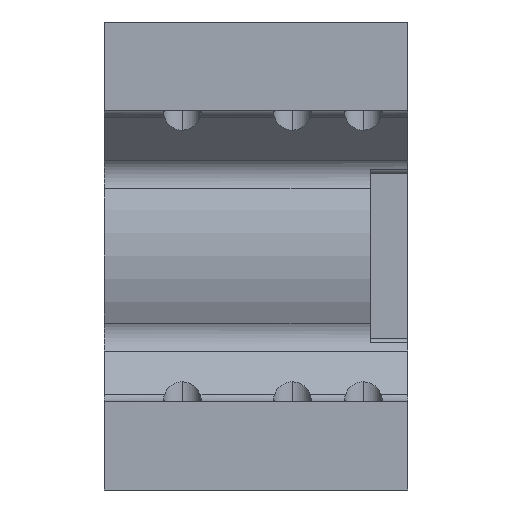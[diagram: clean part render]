
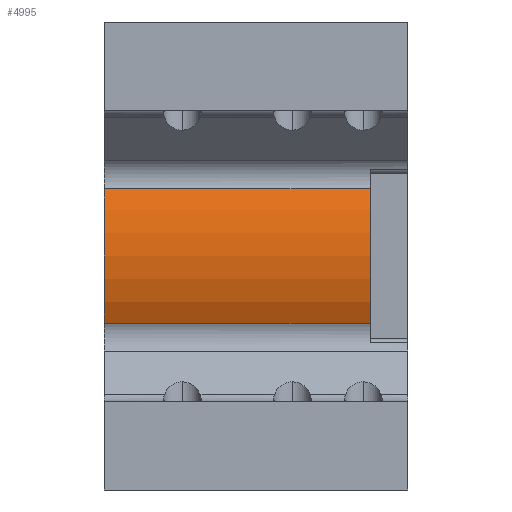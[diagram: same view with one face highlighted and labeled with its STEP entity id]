
A CAD part, left-side view. The second image highlights one B-rep face of the part: STEP entity #4995.
In plain terms, the highlighted cylindrical face has radius 10.739 mm (diameter 21.479 mm), a partial arc.
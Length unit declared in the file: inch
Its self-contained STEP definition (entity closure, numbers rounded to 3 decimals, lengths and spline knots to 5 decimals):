
#192 = CARTESIAN_POINT ( 'NONE',  ( 0., 0.10538, 0. ) ) ;
#340 = ORIENTED_EDGE ( 'NONE', *, *, #2979, .F. ) ;
#383 = ORIENTED_EDGE ( 'NONE', *, *, #2479, .T. ) ;
#647 = DIRECTION ( 'NONE',  ( 0., 0., 1. ) ) ;
#762 = DIRECTION ( 'NONE',  ( 0., 0., -1. ) ) ;
#885 = ORIENTED_EDGE ( 'NONE', *, *, #2198, .F. ) ;
#1026 = CARTESIAN_POINT ( 'NONE',  ( -0.37797, 0., 0.1895 ) ) ;
#1029 = VECTOR ( 'NONE', #4481, 39.37008 ) ;
#1227 = CARTESIAN_POINT ( 'NONE',  ( 0., 0., 0. ) ) ;
#1614 = CARTESIAN_POINT ( 'NONE',  ( -0.37797, 0.85538, 0.1895 ) ) ;
#1869 = CARTESIAN_POINT ( 'NONE',  ( 0., 0.85538, 0. ) ) ;
#2100 = VECTOR ( 'NONE', #4946, 39.37008 ) ;
#2198 = EDGE_CURVE ( 'NONE', #6431, #7036, #4081, .T. ) ;
#2217 = CARTESIAN_POINT ( 'NONE',  ( -0.37797, 0., -0.1895 ) ) ;
#2420 = DIRECTION ( 'NONE',  ( 0., 0., 1. ) ) ;
#2479 = EDGE_CURVE ( 'NONE', #4918, #7036, #4170, .T. ) ;
#2979 = EDGE_CURVE ( 'NONE', #4918, #3246, #6626, .T. ) ;
#3246 = VERTEX_POINT ( 'NONE', #1614 ) ;
#3560 = LINE ( 'NONE', #1026, #2100 ) ;
#3836 = EDGE_LOOP ( 'NONE', ( #885, #7071, #340, #383 ) ) ;
#4081 = CIRCLE ( 'NONE', #6223, 0.42281 ) ;
#4100 = DIRECTION ( 'NONE',  ( 0., -1., 0. ) ) ;
#4170 = LINE ( 'NONE', #2217, #1029 ) ;
#4481 = DIRECTION ( 'NONE',  ( 0., -1., 0. ) ) ;
#4500 = CARTESIAN_POINT ( 'NONE',  ( -0.37797, 0.85538, -0.1895 ) ) ;
#4783 = EDGE_CURVE ( 'NONE', #6431, #3246, #3560, .T. ) ;
#4918 = VERTEX_POINT ( 'NONE', #4500 ) ;
#4946 = DIRECTION ( 'NONE',  ( 0., 1., 0. ) ) ;
#4969 = CYLINDRICAL_SURFACE ( 'NONE', #5452, 0.42281 ) ;
#4995 = ADVANCED_FACE ( 'NONE', ( #6630 ), #4969, .T. ) ;
#5383 = CARTESIAN_POINT ( 'NONE',  ( -0.37797, 0.10538, 0.1895 ) ) ;
#5452 = AXIS2_PLACEMENT_3D ( 'NONE', #1227, #5699, #647 ) ;
#5699 = DIRECTION ( 'NONE',  ( 0., 1., 0. ) ) ;
#5769 = DIRECTION ( 'NONE',  ( 0., 1., 0. ) ) ;
#6223 = AXIS2_PLACEMENT_3D ( 'NONE', #192, #4100, #762 ) ;
#6431 = VERTEX_POINT ( 'NONE', #5383 ) ;
#6626 = CIRCLE ( 'NONE', #6958, 0.42281 ) ;
#6630 = FACE_OUTER_BOUND ( 'NONE', #3836, .T. ) ;
#6958 = AXIS2_PLACEMENT_3D ( 'NONE', #1869, #5769, #2420 ) ;
#7036 = VERTEX_POINT ( 'NONE', #7148 ) ;
#7071 = ORIENTED_EDGE ( 'NONE', *, *, #4783, .T. ) ;
#7148 = CARTESIAN_POINT ( 'NONE',  ( -0.37797, 0.10538, -0.1895 ) ) ;
